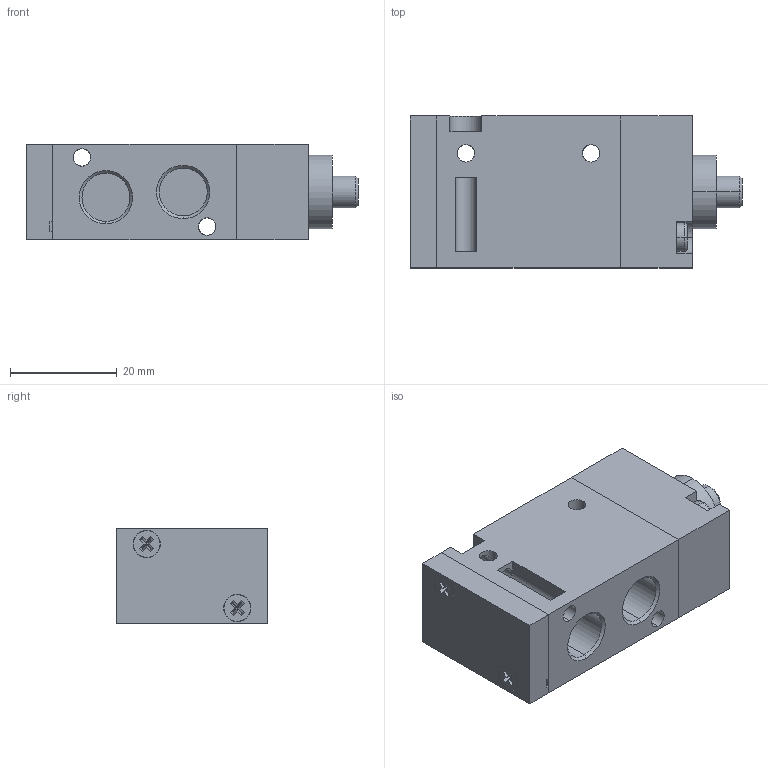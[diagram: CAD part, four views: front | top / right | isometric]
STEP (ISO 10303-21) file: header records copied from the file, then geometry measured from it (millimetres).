
FILE_DESCRIPTION (( 'STEP AP203' ), '1' );
FILE_NAME ('SFP2601.STEP', '2016-01-13T02:34:15', ( 'yrd8' ), ( 'Hewlett-Packard Company' ), 'SwSTEP 2.0', 'SolidWorks 2008', '' );
FILE_SCHEMA (( 'CONFIG_CONTROL_DESIGN' ));
Length unit declared in the file: millimetre
Products named in the file (4): SFP2601; SFP2600 BODY_ル遽; SFP2600 Semi Pilot_ル遽; SFP2600 Body Cover_ル遽
Assembly tree (3 placements, depth 2):
  SFP2601
    SFP2600 BODY_ル遽
    SFP2600 Semi Pilot_ル遽
    SFP2600 Body Cover_ル遽
Bounding box: 62.3 x 28.5 x 18 mm (x, y, z)
Volume: 25229.7 mm3; surface area: 9978.1 mm2
Topology: 3 solids, 3 shells, 176 faces, 439 edges, 284 vertices
Faces by surface type: plane 107, cylinder 53, cone 12, torus 4
Entity records: 5653 total; most frequent: CARTESIAN_POINT 953, DIRECTION 899, ORIENTED_EDGE 878, EDGE_CURVE 439, LINE 311, VECTOR 311, AXIS2_PLACEMENT_3D 294, VERTEX_POINT 284
